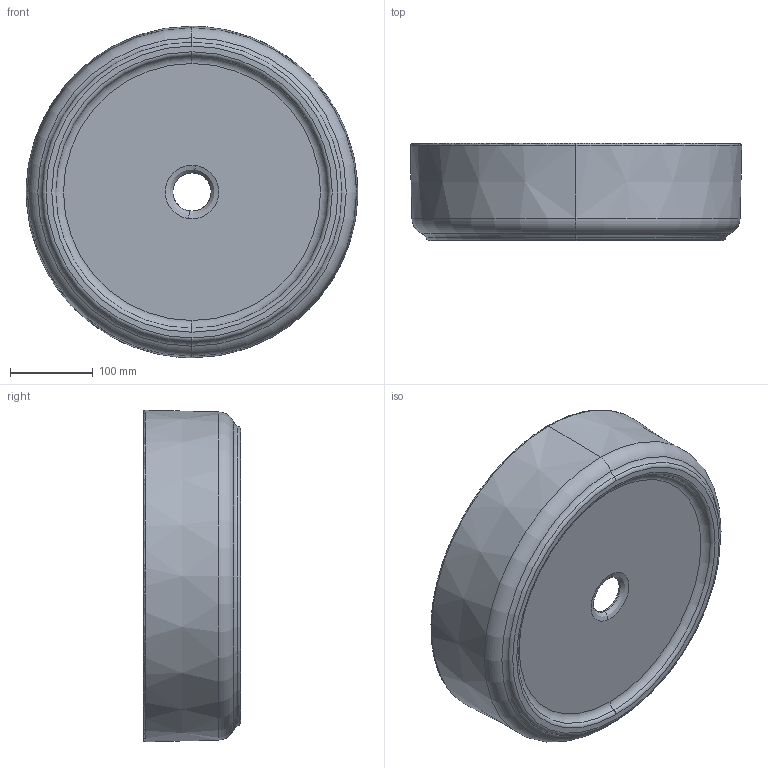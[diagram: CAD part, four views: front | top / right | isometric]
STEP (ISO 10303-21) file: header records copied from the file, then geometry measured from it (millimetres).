
FILE_DESCRIPTION (( 'STEP AP214' ), '1' );
FILE_NAME ('SI040RCB_V11223.STEP', '2023-12-13T10:54:53', ( '' ), ( '' ), 'SwSTEP 2.0', 'SolidWorks 2019', '' );
FILE_SCHEMA (( 'AUTOMOTIVE_DESIGN' ));
Length unit declared in the file: millimetre
Products named in the file (1): SI040RCB_V11223
Bounding box: 399.4 x 117 x 399.88 mm (x, y, z)
Volume: 2896874.5 mm3; surface area: 475913 mm2
Topology: 1 solids, 1 shells, 30 faces, 72 edges, 44 vertices
Faces by surface type: bspline 16, torus 10, cone 2, plane 2
Entity records: 6667 total; most frequent: CARTESIAN_POINT 6040, ORIENTED_EDGE 144, DIRECTION 96, EDGE_CURVE 72, AXIS2_PLACEMENT_3D 47, VERTEX_POINT 44, B_SPLINE_CURVE_WITH_KNOTS 36, EDGE_LOOP 32
